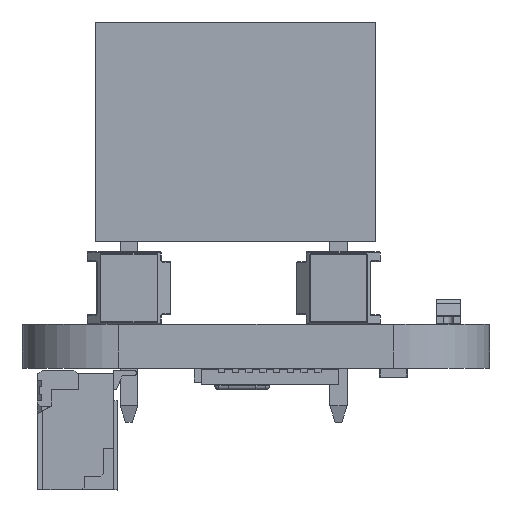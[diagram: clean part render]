
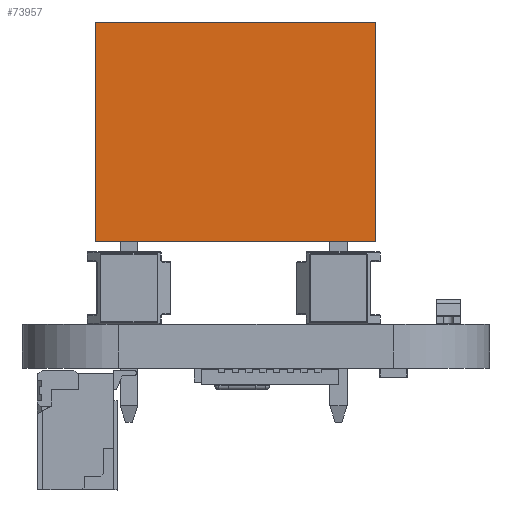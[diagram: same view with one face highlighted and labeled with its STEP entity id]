
A CAD part, left-side view. The second image highlights one B-rep face of the part: STEP entity #73957.
In plain terms, the highlighted planar face has unit normal (-1, 0, 0).
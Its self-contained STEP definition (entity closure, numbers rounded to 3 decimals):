
#73957 = ADVANCED_FACE('',(#73958),#73992,.T.);
#73958 = FACE_BOUND('',#73959,.T.);
#73959 = EDGE_LOOP('',(#73960,#73970,#73978,#73986));
#73960 = ORIENTED_EDGE('',*,*,#73961,.T.);
#73961 = EDGE_CURVE('',#73962,#73964,#73966,.T.);
#73962 = VERTEX_POINT('',#73963);
#73963 = CARTESIAN_POINT('',(-16.1,-5.1,0.));
#73964 = VERTEX_POINT('',#73965);
#73965 = CARTESIAN_POINT('',(-16.1,-5.1,8.));
#73966 = LINE('',#73967,#73968);
#73967 = CARTESIAN_POINT('',(-16.1,-5.1,0.));
#73968 = VECTOR('',#73969,1.);
#73969 = DIRECTION('',(0.,0.,1.));
#73970 = ORIENTED_EDGE('',*,*,#73971,.T.);
#73971 = EDGE_CURVE('',#73964,#73972,#73974,.T.);
#73972 = VERTEX_POINT('',#73973);
#73973 = CARTESIAN_POINT('',(-16.1,5.1,8.));
#73974 = LINE('',#73975,#73976);
#73975 = CARTESIAN_POINT('',(-16.1,-5.1,8.));
#73976 = VECTOR('',#73977,1.);
#73977 = DIRECTION('',(0.,1.,0.));
#73978 = ORIENTED_EDGE('',*,*,#73979,.F.);
#73979 = EDGE_CURVE('',#73980,#73972,#73982,.T.);
#73980 = VERTEX_POINT('',#73981);
#73981 = CARTESIAN_POINT('',(-16.1,5.1,0.));
#73982 = LINE('',#73983,#73984);
#73983 = CARTESIAN_POINT('',(-16.1,5.1,0.));
#73984 = VECTOR('',#73985,1.);
#73985 = DIRECTION('',(0.,0.,1.));
#73986 = ORIENTED_EDGE('',*,*,#73987,.F.);
#73987 = EDGE_CURVE('',#73962,#73980,#73988,.T.);
#73988 = LINE('',#73989,#73990);
#73989 = CARTESIAN_POINT('',(-16.1,-5.1,0.));
#73990 = VECTOR('',#73991,1.);
#73991 = DIRECTION('',(0.,1.,0.));
#73992 = PLANE('',#73993);
#73993 = AXIS2_PLACEMENT_3D('',#73994,#73995,#73996);
#73994 = CARTESIAN_POINT('',(-16.1,-5.1,0.));
#73995 = DIRECTION('',(-1.,0.,0.));
#73996 = DIRECTION('',(0.,1.,0.));
